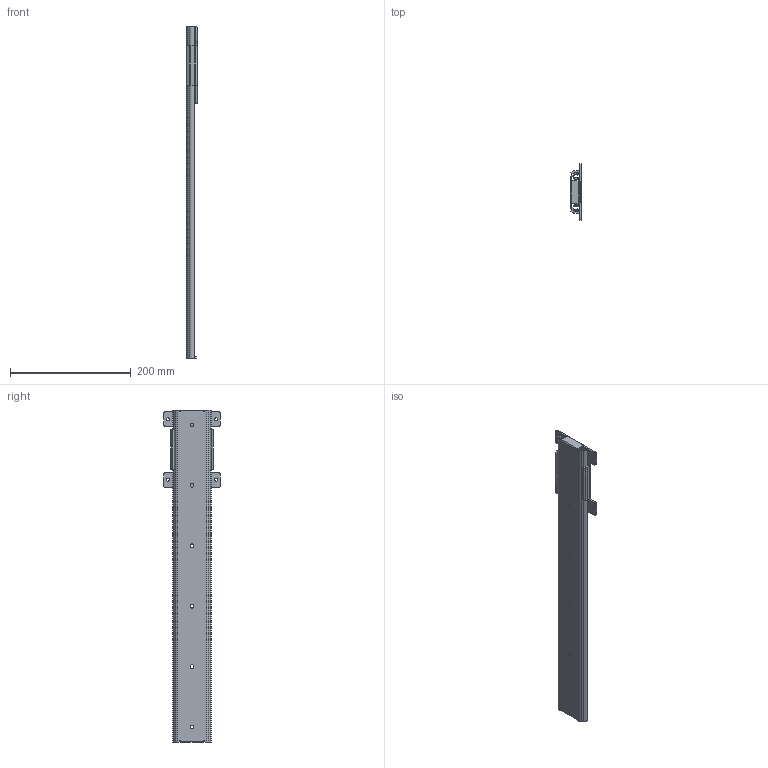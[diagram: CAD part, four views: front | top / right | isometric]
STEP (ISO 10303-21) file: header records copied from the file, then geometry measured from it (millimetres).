
FILE_DESCRIPTION (( 'STEP AP203' ), '1' );
FILE_NAME ('6315-550.STEP', '2020-06-19T03:57:05', ( '' ), ( '' ), 'SwSTEP 2.0', 'SolidWorks 2019', '' );
FILE_SCHEMA (( 'CONFIG_CONTROL_DESIGN' ));
Length unit declared in the file: millimetre
Products named in the file (4): OM 6315-550; 6315-550; IMプレート; IM6315
Assembly tree (3 placements, depth 2):
  6315-550
    OM 6315-550
    IM6315
    IMプレート
Bounding box: 18 x 94 x 550 mm (x, y, z)
Volume: 139285.9 mm3; surface area: 133499.6 mm2
Topology: 3 solids, 3 shells, 178 faces, 492 edges, 324 vertices
Faces by surface type: cylinder 88, plane 86, torus 4
Entity records: 6326 total; most frequent: CARTESIAN_POINT 1200, DIRECTION 1012, ORIENTED_EDGE 984, EDGE_CURVE 492, AXIS2_PLACEMENT_3D 360, VERTEX_POINT 324, VECTOR 292, LINE 292
